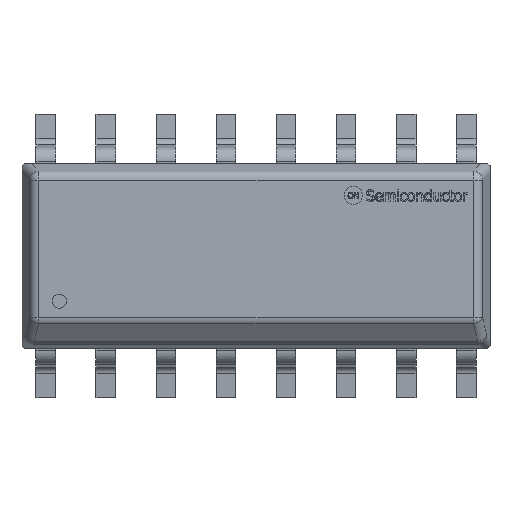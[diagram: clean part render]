
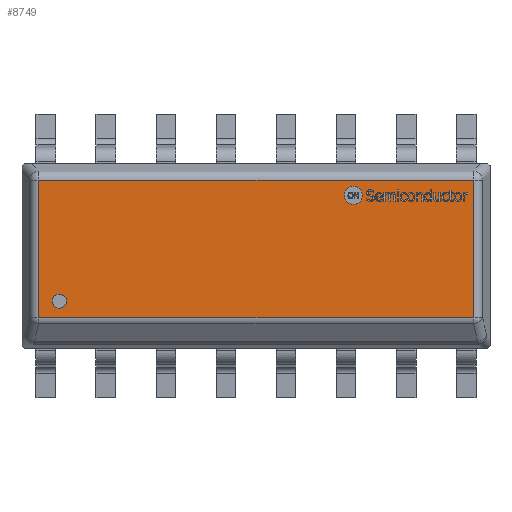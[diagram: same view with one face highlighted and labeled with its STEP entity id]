
A CAD part, top view. The second image highlights one B-rep face of the part: STEP entity #8749.
In plain terms, the highlighted planar face has unit normal (0, 0, 1).
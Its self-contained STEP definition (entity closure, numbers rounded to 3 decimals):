
#504=PLANE('',#9352);
#843=LINE('',#12061,#1727);
#845=LINE('',#12064,#1729);
#847=LINE('',#12067,#1731);
#849=LINE('',#12070,#1733);
#1727=VECTOR('',#10037,9.202);
#1729=VECTOR('',#10041,2.909);
#1731=VECTOR('',#10045,9.202);
#1733=VECTOR('',#10049,2.909);
#2703=FACE_OUTER_BOUND('',#3221,.T.);
#3221=EDGE_LOOP('',(#6230,#6231,#6232,#6233));
#3920=VERTEX_POINT('',#12027);
#3923=VERTEX_POINT('',#12034);
#3925=VERTEX_POINT('',#12039);
#3928=VERTEX_POINT('',#12049);
#4828=EDGE_CURVE('',#3923,#3928,#843,.T.);
#4830=EDGE_CURVE('',#3928,#3925,#845,.T.);
#4832=EDGE_CURVE('',#3925,#3920,#847,.T.);
#4834=EDGE_CURVE('',#3920,#3923,#849,.T.);
#6230=ORIENTED_EDGE('',*,*,#4828,.F.);
#6231=ORIENTED_EDGE('',*,*,#4834,.F.);
#6232=ORIENTED_EDGE('',*,*,#4832,.F.);
#6233=ORIENTED_EDGE('',*,*,#4830,.F.);
#8749=ADVANCED_FACE('',(#2703),#504,.T.);
#9352=AXIS2_PLACEMENT_3D('',#12083,#10068,#10069);
#10037=DIRECTION('',(1.,0.,0.));
#10041=DIRECTION('',(0.,-1.,0.));
#10045=DIRECTION('',(-1.,0.,0.));
#10049=DIRECTION('',(0.,1.,0.));
#10068=DIRECTION('center_axis',(0.,0.,1.));
#10069=DIRECTION('ref_axis',(1.,0.,0.));
#12027=CARTESIAN_POINT('',(-4.601,-1.309,1.575));
#12034=CARTESIAN_POINT('',(-4.601,1.601,1.575));
#12039=CARTESIAN_POINT('',(4.601,-1.309,1.575));
#12049=CARTESIAN_POINT('',(4.601,1.601,1.575));
#12061=CARTESIAN_POINT('',(1.238,1.601,1.575));
#12064=CARTESIAN_POINT('',(4.601,-0.487,1.575));
#12067=CARTESIAN_POINT('',(-0.619,-1.309,1.575));
#12070=CARTESIAN_POINT('',(-4.601,0.488,1.575));
#12083=CARTESIAN_POINT('Origin',(0.,0.,1.575));
